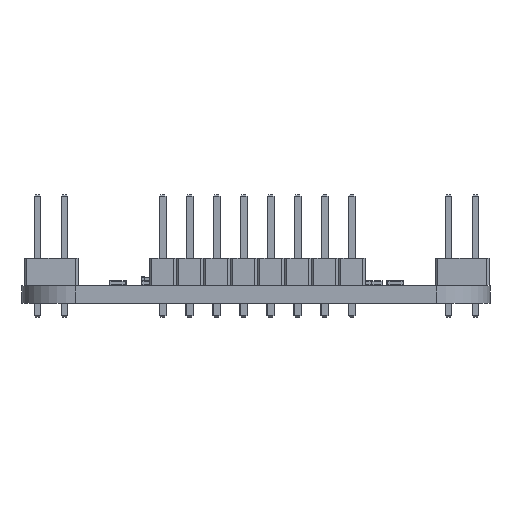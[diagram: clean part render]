
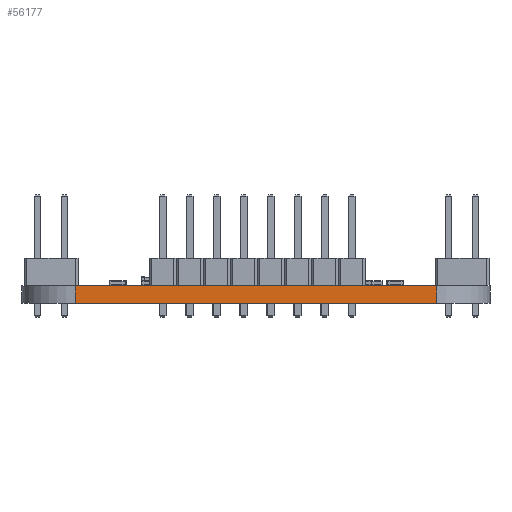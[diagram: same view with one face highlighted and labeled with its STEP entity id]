
A CAD part, left-side view. The second image highlights one B-rep face of the part: STEP entity #56177.
In plain terms, the highlighted planar face has unit normal (-1, 0, 0).
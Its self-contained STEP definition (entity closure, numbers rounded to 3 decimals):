
#52366 = PLANE('',#52367);
#52367 = AXIS2_PLACEMENT_3D('',#52368,#52369,#52370);
#52368 = CARTESIAN_POINT('',(169.75,-68.5,1.6));
#52369 = DIRECTION('',(0.,0.,1.));
#52370 = DIRECTION('',(1.,0.,0.));
#52394 = CYLINDRICAL_SURFACE('',#52395,5.);
#52395 = AXIS2_PLACEMENT_3D('',#52396,#52397,#52398);
#52396 = CARTESIAN_POINT('',(153.5,-51.5,0.));
#52397 = DIRECTION('',(0.,0.,-1.));
#52398 = DIRECTION('',(1.,0.,0.));
#52420 = PLANE('',#52421);
#52421 = AXIS2_PLACEMENT_3D('',#52422,#52423,#52424);
#52422 = CARTESIAN_POINT('',(169.75,-68.5,0.));
#52423 = DIRECTION('',(0.,0.,1.));
#52424 = DIRECTION('',(1.,0.,0.));
#52515 = VERTEX_POINT('',#52516);
#52516 = CARTESIAN_POINT('',(148.5,-51.5,1.6));
#52538 = EDGE_CURVE('',#52539,#52515,#52541,.T.);
#52539 = VERTEX_POINT('',#52540);
#52540 = CARTESIAN_POINT('',(148.5,-51.5,0.));
#52541 = SURFACE_CURVE('',#52542,(#52546,#52553),.PCURVE_S1.);
#52542 = LINE('',#52543,#52544);
#52543 = CARTESIAN_POINT('',(148.5,-51.5,0.));
#52544 = VECTOR('',#52545,1.);
#52545 = DIRECTION('',(0.,0.,1.));
#52546 = PCURVE('',#52394,#52547);
#52547 = DEFINITIONAL_REPRESENTATION('',(#52548),#52552);
#52548 = LINE('',#52549,#52550);
#52549 = CARTESIAN_POINT('',(-3.142,0.));
#52550 = VECTOR('',#52551,1.);
#52551 = DIRECTION('',(0.,-1.));
#52552 = ( GEOMETRIC_REPRESENTATION_CONTEXT(2) 
PARAMETRIC_REPRESENTATION_CONTEXT() REPRESENTATION_CONTEXT('2D SPACE',''
  ) );
#52553 = PCURVE('',#52554,#52559);
#52554 = PLANE('',#52555);
#52555 = AXIS2_PLACEMENT_3D('',#52556,#52557,#52558);
#52556 = CARTESIAN_POINT('',(148.5,-51.5,0.));
#52557 = DIRECTION('',(1.,0.,0.));
#52558 = DIRECTION('',(0.,-1.,0.));
#52559 = DEFINITIONAL_REPRESENTATION('',(#52560),#52564);
#52560 = LINE('',#52561,#52562);
#52561 = CARTESIAN_POINT('',(0.,0.));
#52562 = VECTOR('',#52563,1.);
#52563 = DIRECTION('',(0.,-1.));
#52564 = ( GEOMETRIC_REPRESENTATION_CONTEXT(2) 
PARAMETRIC_REPRESENTATION_CONTEXT() REPRESENTATION_CONTEXT('2D SPACE',''
  ) );
#52593 = EDGE_CURVE('',#52539,#52594,#52596,.T.);
#52594 = VERTEX_POINT('',#52595);
#52595 = CARTESIAN_POINT('',(148.5,-85.5,0.));
#52596 = SURFACE_CURVE('',#52597,(#52601,#52608),.PCURVE_S1.);
#52597 = LINE('',#52598,#52599);
#52598 = CARTESIAN_POINT('',(148.5,-51.5,0.));
#52599 = VECTOR('',#52600,1.);
#52600 = DIRECTION('',(0.,-1.,0.));
#52601 = PCURVE('',#52420,#52602);
#52602 = DEFINITIONAL_REPRESENTATION('',(#52603),#52607);
#52603 = LINE('',#52604,#52605);
#52604 = CARTESIAN_POINT('',(-21.25,17.));
#52605 = VECTOR('',#52606,1.);
#52606 = DIRECTION('',(0.,-1.));
#52607 = ( GEOMETRIC_REPRESENTATION_CONTEXT(2) 
PARAMETRIC_REPRESENTATION_CONTEXT() REPRESENTATION_CONTEXT('2D SPACE',''
  ) );
#52608 = PCURVE('',#52554,#52609);
#52609 = DEFINITIONAL_REPRESENTATION('',(#52610),#52614);
#52610 = LINE('',#52611,#52612);
#52611 = CARTESIAN_POINT('',(0.,0.));
#52612 = VECTOR('',#52613,1.);
#52613 = DIRECTION('',(1.,0.));
#52614 = ( GEOMETRIC_REPRESENTATION_CONTEXT(2) 
PARAMETRIC_REPRESENTATION_CONTEXT() REPRESENTATION_CONTEXT('2D SPACE',''
  ) );
#52633 = CYLINDRICAL_SURFACE('',#52634,5.);
#52634 = AXIS2_PLACEMENT_3D('',#52635,#52636,#52637);
#52635 = CARTESIAN_POINT('',(153.5,-85.5,0.));
#52636 = DIRECTION('',(0.,0.,-1.));
#52637 = DIRECTION('',(1.,0.,0.));
#54527 = EDGE_CURVE('',#52515,#54528,#54530,.T.);
#54528 = VERTEX_POINT('',#54529);
#54529 = CARTESIAN_POINT('',(148.5,-85.5,1.6));
#54530 = SURFACE_CURVE('',#54531,(#54535,#54542),.PCURVE_S1.);
#54531 = LINE('',#54532,#54533);
#54532 = CARTESIAN_POINT('',(148.5,-51.5,1.6));
#54533 = VECTOR('',#54534,1.);
#54534 = DIRECTION('',(0.,-1.,0.));
#54535 = PCURVE('',#52366,#54536);
#54536 = DEFINITIONAL_REPRESENTATION('',(#54537),#54541);
#54537 = LINE('',#54538,#54539);
#54538 = CARTESIAN_POINT('',(-21.25,17.));
#54539 = VECTOR('',#54540,1.);
#54540 = DIRECTION('',(0.,-1.));
#54541 = ( GEOMETRIC_REPRESENTATION_CONTEXT(2) 
PARAMETRIC_REPRESENTATION_CONTEXT() REPRESENTATION_CONTEXT('2D SPACE',''
  ) );
#54542 = PCURVE('',#52554,#54543);
#54543 = DEFINITIONAL_REPRESENTATION('',(#54544),#54548);
#54544 = LINE('',#54545,#54546);
#54545 = CARTESIAN_POINT('',(0.,-1.6));
#54546 = VECTOR('',#54547,1.);
#54547 = DIRECTION('',(1.,0.));
#54548 = ( GEOMETRIC_REPRESENTATION_CONTEXT(2) 
PARAMETRIC_REPRESENTATION_CONTEXT() REPRESENTATION_CONTEXT('2D SPACE',''
  ) );
#56177 = ADVANCED_FACE('',(#56178),#52554,.F.);
#56178 = FACE_BOUND('',#56179,.F.);
#56179 = EDGE_LOOP('',(#56180,#56181,#56182,#56203));
#56180 = ORIENTED_EDGE('',*,*,#52538,.T.);
#56181 = ORIENTED_EDGE('',*,*,#54527,.T.);
#56182 = ORIENTED_EDGE('',*,*,#56183,.F.);
#56183 = EDGE_CURVE('',#52594,#54528,#56184,.T.);
#56184 = SURFACE_CURVE('',#56185,(#56189,#56196),.PCURVE_S1.);
#56185 = LINE('',#56186,#56187);
#56186 = CARTESIAN_POINT('',(148.5,-85.5,0.));
#56187 = VECTOR('',#56188,1.);
#56188 = DIRECTION('',(0.,0.,1.));
#56189 = PCURVE('',#52554,#56190);
#56190 = DEFINITIONAL_REPRESENTATION('',(#56191),#56195);
#56191 = LINE('',#56192,#56193);
#56192 = CARTESIAN_POINT('',(34.,0.));
#56193 = VECTOR('',#56194,1.);
#56194 = DIRECTION('',(0.,-1.));
#56195 = ( GEOMETRIC_REPRESENTATION_CONTEXT(2) 
PARAMETRIC_REPRESENTATION_CONTEXT() REPRESENTATION_CONTEXT('2D SPACE',''
  ) );
#56196 = PCURVE('',#52633,#56197);
#56197 = DEFINITIONAL_REPRESENTATION('',(#56198),#56202);
#56198 = LINE('',#56199,#56200);
#56199 = CARTESIAN_POINT('',(-3.142,0.));
#56200 = VECTOR('',#56201,1.);
#56201 = DIRECTION('',(0.,-1.));
#56202 = ( GEOMETRIC_REPRESENTATION_CONTEXT(2) 
PARAMETRIC_REPRESENTATION_CONTEXT() REPRESENTATION_CONTEXT('2D SPACE',''
  ) );
#56203 = ORIENTED_EDGE('',*,*,#52593,.F.);
